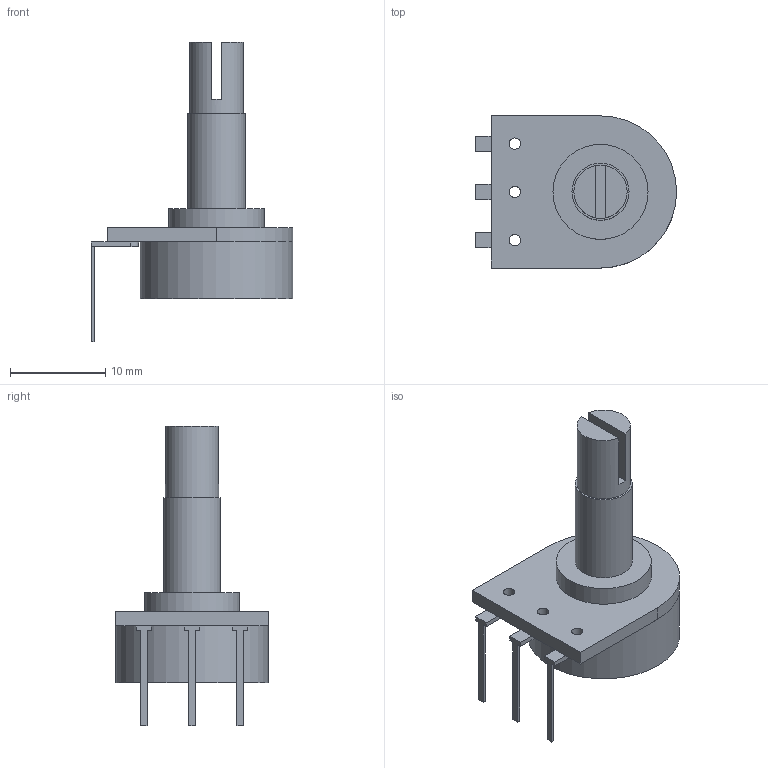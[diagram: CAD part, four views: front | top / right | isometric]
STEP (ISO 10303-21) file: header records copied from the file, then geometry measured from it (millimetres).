
FILE_DESCRIPTION(('FreeCAD Model'),'2;1');
FILE_NAME('Open CASCADE Shape Model','2025-06-24T16:22:16',('Author'),( ''),'Open CASCADE STEP processor 7.8','FreeCAD','Unknown');
FILE_SCHEMA(('AUTOMOTIVE_DESIGN { 1 0 10303 214 1 1 1 1 }'));
Length unit declared in the file: millimetre
Products named in the file (1): Body
Bounding box: 21.15 x 16 x 31.5 mm (x, y, z)
Volume: 2235.3 mm3; surface area: 1514.5 mm2
Topology: 1 solids, 1 shells, 51 faces, 130 edges, 84 vertices
Faces by surface type: plane 40, cylinder 11
Full cylindrical faces by diameter (mm): 1.2 x3, 5.6 x1, 6 x1, 10 x1, 16 x1
Entity records: 1558 total; most frequent: CARTESIAN_POINT 269, ORIENTED_EDGE 260, DIRECTION 258, EDGE_CURVE 130, LINE 100, VECTOR 100, VERTEX_POINT 84, AXIS2_PLACEMENT_3D 79
